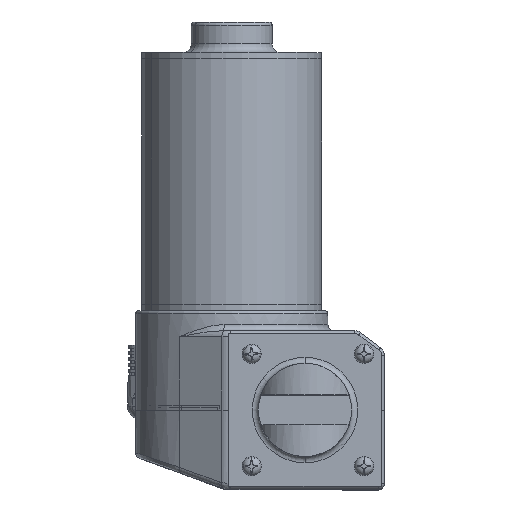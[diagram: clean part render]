
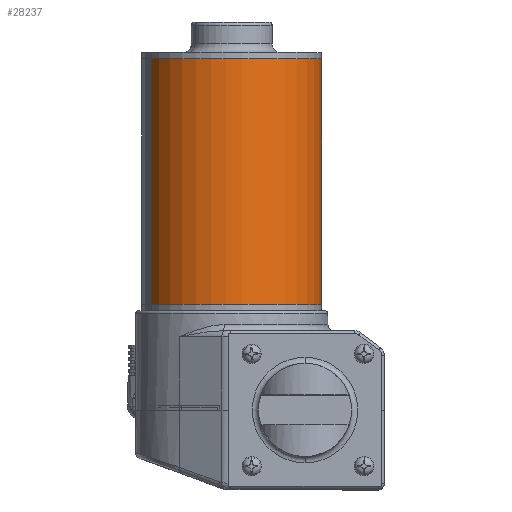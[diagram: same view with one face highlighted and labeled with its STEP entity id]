
A CAD part, top view. The second image highlights one B-rep face of the part: STEP entity #28237.
In plain terms, the highlighted cylindrical face has radius 29.5 mm (diameter 59 mm), a partial arc.
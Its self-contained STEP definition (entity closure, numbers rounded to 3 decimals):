
#479 = EDGE_CURVE ( 'NONE', #763, #24719, #7810, .T. ) ;
#763 = VERTEX_POINT ( 'NONE', #18218 ) ;
#1581 = ORIENTED_EDGE ( 'NONE', *, *, #479, .T. ) ;
#2022 = DIRECTION ( 'NONE',  ( 1., 0., 0. ) ) ;
#3011 = DIRECTION ( 'NONE',  ( -1., 0., 0. ) ) ;
#5089 = EDGE_CURVE ( 'NONE', #21634, #29125, #27060, .T. ) ;
#6854 = CARTESIAN_POINT ( 'NONE',  ( 29.5, 0., 80.5 ) ) ;
#7153 = CYLINDRICAL_SURFACE ( 'NONE', #14845, 29.5 ) ;
#7810 = CIRCLE ( 'NONE', #15700, 29.5 ) ;
#8608 = DIRECTION ( 'NONE',  ( 0., 0., -1. ) ) ;
#8657 = FACE_OUTER_BOUND ( 'NONE', #11739, .T. ) ;
#9250 = CARTESIAN_POINT ( 'NONE',  ( 0., 0., 0. ) ) ;
#9286 = DIRECTION ( 'NONE',  ( 0., 0., 1. ) ) ;
#9331 = DIRECTION ( 'NONE',  ( 1., 0., 0. ) ) ;
#11226 = AXIS2_PLACEMENT_3D ( 'NONE', #30794, #16684, #2022 ) ;
#11739 = EDGE_LOOP ( 'NONE', ( #24435, #20382, #1581, #12060 ) ) ;
#12060 = ORIENTED_EDGE ( 'NONE', *, *, #28682, .F. ) ;
#12843 = DIRECTION ( 'NONE',  ( 0., 0., -1. ) ) ;
#14845 = AXIS2_PLACEMENT_3D ( 'NONE', #19608, #12843, #3011 ) ;
#15700 = AXIS2_PLACEMENT_3D ( 'NONE', #9250, #9286, #9331 ) ;
#16684 = DIRECTION ( 'NONE',  ( 0., 0., 1. ) ) ;
#16968 = CARTESIAN_POINT ( 'NONE',  ( 29.5, 0., 80.5 ) ) ;
#17499 = VECTOR ( 'NONE', #8608, 1000. ) ;
#18218 = CARTESIAN_POINT ( 'NONE',  ( 29.5, 0., 0. ) ) ;
#19608 = CARTESIAN_POINT ( 'NONE',  ( 0., 0., 80.5 ) ) ;
#20382 = ORIENTED_EDGE ( 'NONE', *, *, #29597, .T. ) ;
#21260 = DIRECTION ( 'NONE',  ( 0., 0., -1. ) ) ;
#21381 = LINE ( 'NONE', #6854, #28499 ) ;
#21634 = VERTEX_POINT ( 'NONE', #16968 ) ;
#22466 = CARTESIAN_POINT ( 'NONE',  ( -29.5, 0., 80.5 ) ) ;
#24435 = ORIENTED_EDGE ( 'NONE', *, *, #5089, .F. ) ;
#24719 = VERTEX_POINT ( 'NONE', #29734 ) ;
#25437 = CARTESIAN_POINT ( 'NONE',  ( -29.5, 0., 80.5 ) ) ;
#27060 = CIRCLE ( 'NONE', #11226, 29.5 ) ;
#28237 = ADVANCED_FACE ( 'NONE', ( #8657 ), #7153, .T. ) ;
#28499 = VECTOR ( 'NONE', #21260, 1000. ) ;
#28682 = EDGE_CURVE ( 'NONE', #29125, #24719, #29999, .T. ) ;
#29125 = VERTEX_POINT ( 'NONE', #22466 ) ;
#29597 = EDGE_CURVE ( 'NONE', #21634, #763, #21381, .T. ) ;
#29734 = CARTESIAN_POINT ( 'NONE',  ( -29.5, 0., 0. ) ) ;
#29999 = LINE ( 'NONE', #25437, #17499 ) ;
#30794 = CARTESIAN_POINT ( 'NONE',  ( 0., 0., 80.5 ) ) ;
